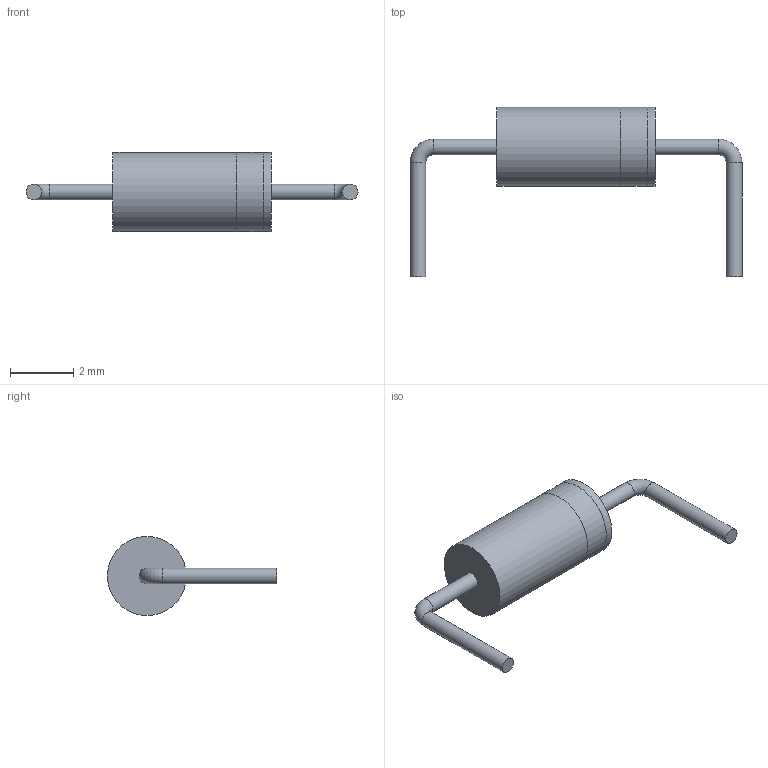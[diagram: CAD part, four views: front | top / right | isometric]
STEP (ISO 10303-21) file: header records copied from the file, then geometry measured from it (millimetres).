
FILE_DESCRIPTION(/* description */ (''),/* implementation_level */ '2;1');
FILE_NAME(/* name */ 'AXIAL10D-BL.stp',/* time_stamp */ '2023-09-24T21:13:43+03:00',/* author */ ('Sandman'),/* organization */ (''),/* preprocessor_version */ 'ST-DEVELOPER v18.1',/* originating_system */ 'Autodesk Inventor 2021',/* authorisation */ '');
FILE_SCHEMA (('AUTOMOTIVE_DESIGN { 1 0 10303 214 3 1 1 }'));
Length unit declared in the file: millimetre
Products named in the file (1): diode bl
Bounding box: 10.5 x 5.35 x 2.5 mm (x, y, z)
Volume: 27.1 mm3; surface area: 69.9 mm2
Topology: 3 solids, 3 shells, 15 faces, 21 edges, 12 vertices
Faces by surface type: cylinder 7, plane 6, torus 2
Full cylindrical faces by diameter (mm): 0.5 x4, 2.5 x3
Entity records: 382 total; most frequent: DIRECTION 67, CARTESIAN_POINT 49, ORIENTED_EDGE 42, AXIS2_PLACEMENT_3D 30, EDGE_CURVE 21, FACE_OUTER_BOUND 15, EDGE_LOOP 15, ADVANCED_FACE 15
